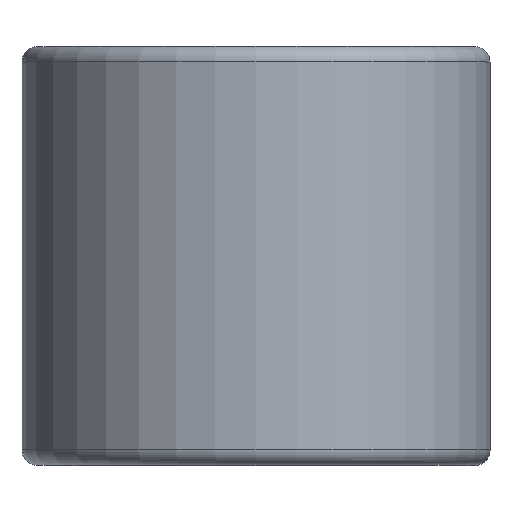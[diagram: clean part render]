
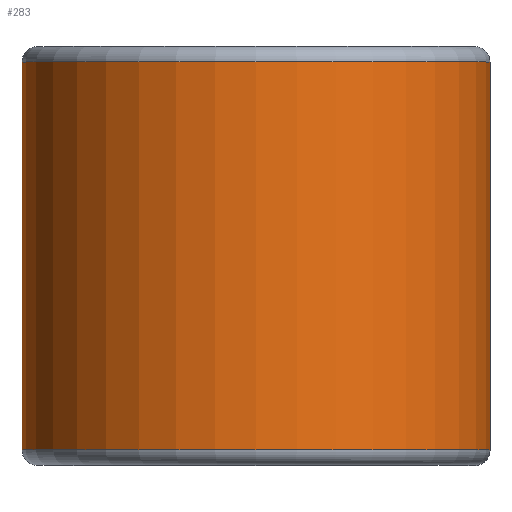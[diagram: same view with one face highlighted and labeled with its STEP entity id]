
A CAD part, top view. The second image highlights one B-rep face of the part: STEP entity #283.
In plain terms, the highlighted cylindrical face has radius 11.532 mm (diameter 23.063 mm), a partial arc.
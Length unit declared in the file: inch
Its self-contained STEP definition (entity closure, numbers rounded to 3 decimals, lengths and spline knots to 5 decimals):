
#65 = EDGE_CURVE ( 'NONE', #1035, #1783, #985, .T. ) ;
#113 = CARTESIAN_POINT ( 'NONE',  ( 0.454, 0.37625, 0. ) ) ;
#173 = CIRCLE ( 'NONE', #1454, 0.454 ) ;
#202 = VERTEX_POINT ( 'NONE', #1664 ) ;
#283 = ADVANCED_FACE ( 'NONE', ( #771 ), #551, .T. ) ;
#480 = EDGE_LOOP ( 'NONE', ( #1614, #1972, #1964, #1085 ) ) ;
#551 = CYLINDRICAL_SURFACE ( 'NONE', #1857, 0.454 ) ;
#630 = VECTOR ( 'NONE', #1379, 39.37008 ) ;
#759 = CARTESIAN_POINT ( 'NONE',  ( 0., -0.37625, -0.454 ) ) ;
#771 = FACE_OUTER_BOUND ( 'NONE', #480, .T. ) ;
#790 = EDGE_CURVE ( 'NONE', #1957, #202, #173, .T. ) ;
#964 = CARTESIAN_POINT ( 'NONE',  ( 0., 0.37625, 0. ) ) ;
#985 = CIRCLE ( 'NONE', #1442, 0.454 ) ;
#1022 = DIRECTION ( 'NONE',  ( 0., -1., 0. ) ) ;
#1033 = EDGE_CURVE ( 'NONE', #1035, #1957, #1946, .T. ) ;
#1035 = VERTEX_POINT ( 'NONE', #2385 ) ;
#1046 = DIRECTION ( 'NONE',  ( 0., 1., 0. ) ) ;
#1085 = ORIENTED_EDGE ( 'NONE', *, *, #65, .F. ) ;
#1133 = DIRECTION ( 'NONE',  ( 0., 0., -1. ) ) ;
#1211 = CARTESIAN_POINT ( 'NONE',  ( 0., 0.375, 0. ) ) ;
#1291 = DIRECTION ( 'NONE',  ( 0., 0., -1. ) ) ;
#1379 = DIRECTION ( 'NONE',  ( 0., 1., 0. ) ) ;
#1382 = LINE ( 'NONE', #2170, #2453 ) ;
#1442 = AXIS2_PLACEMENT_3D ( 'NONE', #2134, #2158, #1827 ) ;
#1454 = AXIS2_PLACEMENT_3D ( 'NONE', #964, #2265, #1133 ) ;
#1614 = ORIENTED_EDGE ( 'NONE', *, *, #1033, .T. ) ;
#1639 = EDGE_CURVE ( 'NONE', #1783, #202, #1382, .T. ) ;
#1664 = CARTESIAN_POINT ( 'NONE',  ( 0., 0.37625, -0.454 ) ) ;
#1783 = VERTEX_POINT ( 'NONE', #759 ) ;
#1827 = DIRECTION ( 'NONE',  ( 0., 0., -1. ) ) ;
#1857 = AXIS2_PLACEMENT_3D ( 'NONE', #1211, #1022, #1291 ) ;
#1946 = LINE ( 'NONE', #113, #630 ) ;
#1957 = VERTEX_POINT ( 'NONE', #2020 ) ;
#1964 = ORIENTED_EDGE ( 'NONE', *, *, #1639, .F. ) ;
#1972 = ORIENTED_EDGE ( 'NONE', *, *, #790, .T. ) ;
#2020 = CARTESIAN_POINT ( 'NONE',  ( 0.454, 0.37625, 0. ) ) ;
#2134 = CARTESIAN_POINT ( 'NONE',  ( 0., -0.37625, 0. ) ) ;
#2158 = DIRECTION ( 'NONE',  ( 0., -1., 0. ) ) ;
#2170 = CARTESIAN_POINT ( 'NONE',  ( 0., 0.37625, -0.454 ) ) ;
#2265 = DIRECTION ( 'NONE',  ( 0., -1., 0. ) ) ;
#2385 = CARTESIAN_POINT ( 'NONE',  ( 0.454, -0.37625, 0. ) ) ;
#2453 = VECTOR ( 'NONE', #1046, 39.37008 ) ;
